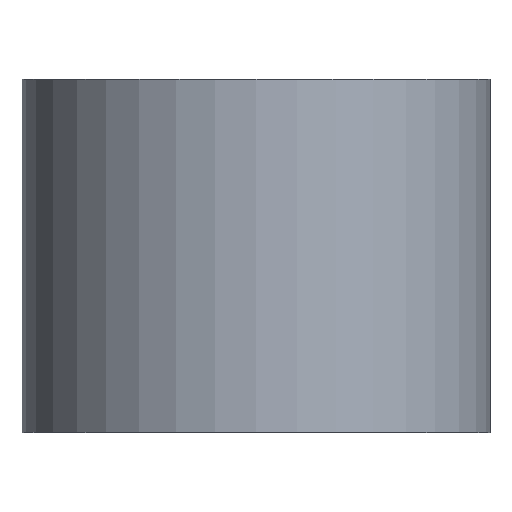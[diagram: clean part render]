
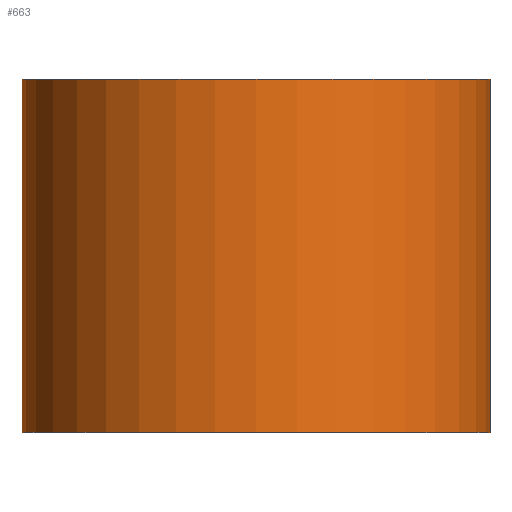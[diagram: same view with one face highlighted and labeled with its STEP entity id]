
A CAD part, top view. The second image highlights one B-rep face of the part: STEP entity #663.
In plain terms, the highlighted cylindrical face has radius 2.75 mm (diameter 5.5 mm), a full revolution.
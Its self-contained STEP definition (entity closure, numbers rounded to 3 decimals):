
#57=FACE_OUTER_BOUND('',#96,.T.);
#96=EDGE_LOOP('',(#559,#560,#561,#562));
#133=LINE('',#1232,#166);
#166=VECTOR('',#1026,2.75);
#231=CIRCLE('',#788,2.75);
#232=CIRCLE('',#789,2.75);
#297=VERTEX_POINT('',#1229);
#298=VERTEX_POINT('',#1231);
#395=EDGE_CURVE('',#297,#297,#231,.T.);
#396=EDGE_CURVE('',#297,#298,#133,.T.);
#397=EDGE_CURVE('',#298,#298,#232,.T.);
#559=ORIENTED_EDGE('',*,*,#395,.F.);
#560=ORIENTED_EDGE('',*,*,#396,.T.);
#561=ORIENTED_EDGE('',*,*,#397,.T.);
#562=ORIENTED_EDGE('',*,*,#396,.F.);
#628=CYLINDRICAL_SURFACE('',#787,2.75);
#663=ADVANCED_FACE('',(#57),#628,.T.);
#787=AXIS2_PLACEMENT_3D('',#1228,#1022,#1023);
#788=AXIS2_PLACEMENT_3D('',#1230,#1024,#1025);
#789=AXIS2_PLACEMENT_3D('',#1233,#1027,#1028);
#1022=DIRECTION('center_axis',(0.,1.,0.));
#1023=DIRECTION('ref_axis',(-1.,0.,0.));
#1024=DIRECTION('center_axis',(0.,1.,0.));
#1025=DIRECTION('ref_axis',(-1.,0.,0.));
#1026=DIRECTION('',(0.,-1.,0.));
#1027=DIRECTION('center_axis',(0.,1.,0.));
#1028=DIRECTION('ref_axis',(-1.,0.,0.));
#1228=CARTESIAN_POINT('Origin',(0.,0.,0.));
#1229=CARTESIAN_POINT('',(2.75,4.15,0.));
#1230=CARTESIAN_POINT('Origin',(0.,4.15,0.));
#1231=CARTESIAN_POINT('',(2.75,0.,0.));
#1232=CARTESIAN_POINT('',(2.75,0.,0.));
#1233=CARTESIAN_POINT('Origin',(0.,0.,0.));
